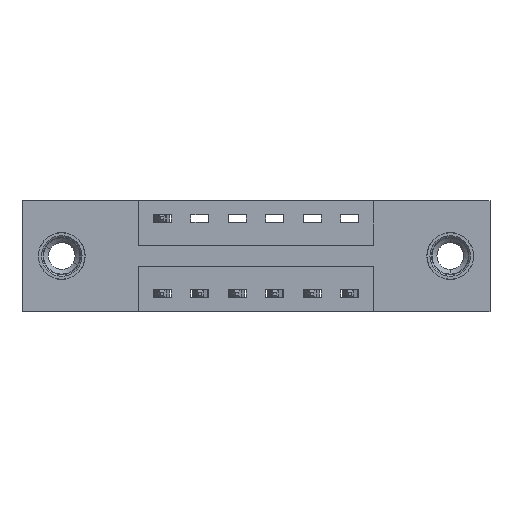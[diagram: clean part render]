
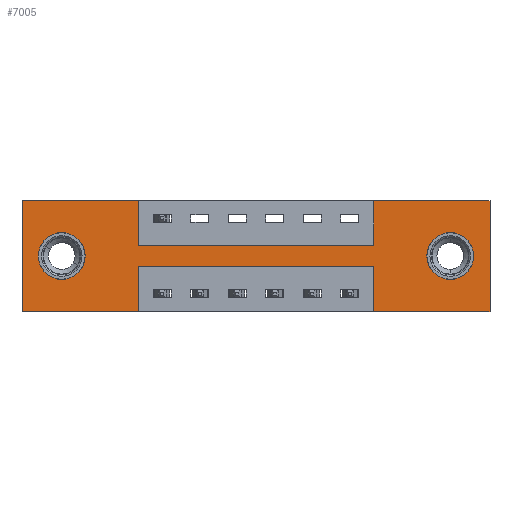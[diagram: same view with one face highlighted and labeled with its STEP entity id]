
A CAD part, front view. The second image highlights one B-rep face of the part: STEP entity #7005.
In plain terms, the highlighted planar face has unit normal (0, -1, 0).
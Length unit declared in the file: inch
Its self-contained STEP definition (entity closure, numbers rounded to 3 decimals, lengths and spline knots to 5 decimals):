
#168 = LINE ( 'NONE', #1899, #7511 ) ;
#200 = DIRECTION ( 'NONE',  ( 0., 1., 0. ) ) ;
#261 = CARTESIAN_POINT ( 'NONE',  ( 1.56, 0., 0. ) ) ;
#412 = VERTEX_POINT ( 'NONE', #3866 ) ;
#485 = EDGE_CURVE ( 'NONE', #8045, #7428, #168, .T. ) ;
#486 = ORIENTED_EDGE ( 'NONE', *, *, #9047, .F. ) ;
#494 = EDGE_CURVE ( 'NONE', #5167, #1041, #7744, .T. ) ;
#842 = LINE ( 'NONE', #8626, #6209 ) ;
#845 = AXIS2_PLACEMENT_3D ( 'NONE', #6530, #4787, #5068 ) ;
#885 = CARTESIAN_POINT ( 'NONE',  ( 0.3875, 0., -0.37 ) ) ;
#1041 = VERTEX_POINT ( 'NONE', #1926 ) ;
#1049 = ORIENTED_EDGE ( 'NONE', *, *, #2370, .F. ) ;
#1053 = ORIENTED_EDGE ( 'NONE', *, *, #3448, .F. ) ;
#1067 = CARTESIAN_POINT ( 'NONE',  ( 0., 0., -0.37 ) ) ;
#1115 = VERTEX_POINT ( 'NONE', #3522 ) ;
#1116 = CARTESIAN_POINT ( 'NONE',  ( 1.1725, 0., -0.22 ) ) ;
#1133 = EDGE_CURVE ( 'NONE', #4639, #8045, #6343, .T. ) ;
#1160 = CARTESIAN_POINT ( 'NONE',  ( 1.1725, 0., -0.37 ) ) ;
#1267 = EDGE_CURVE ( 'NONE', #7760, #412, #7153, .T. ) ;
#1281 = CARTESIAN_POINT ( 'NONE',  ( 1.1725, 0., -0.37 ) ) ;
#1396 = VECTOR ( 'NONE', #4840, 39.37008 ) ;
#1406 = VECTOR ( 'NONE', #5053, 39.37008 ) ;
#1412 = CARTESIAN_POINT ( 'NONE',  ( 1.56, 0., 0. ) ) ;
#1449 = CARTESIAN_POINT ( 'NONE',  ( 0.1325, 0., -0.185 ) ) ;
#1465 = ORIENTED_EDGE ( 'NONE', *, *, #2198, .F. ) ;
#1466 = CARTESIAN_POINT ( 'NONE',  ( 0.3875, 0., -0.37 ) ) ;
#1489 = PLANE ( 'NONE',  #5863 ) ;
#1492 = EDGE_CURVE ( 'NONE', #5240, #8007, #9269, .T. ) ;
#1651 = VECTOR ( 'NONE', #8873, 39.37008 ) ;
#1765 = CARTESIAN_POINT ( 'NONE',  ( 0.3875, 0., 0. ) ) ;
#1771 = CARTESIAN_POINT ( 'NONE',  ( 0.1325, 0., -0.107 ) ) ;
#1880 = LINE ( 'NONE', #2049, #1651 ) ;
#1899 = CARTESIAN_POINT ( 'NONE',  ( 0.3875, 0., -0.22 ) ) ;
#1926 = CARTESIAN_POINT ( 'NONE',  ( 0.1325, 0., -0.263 ) ) ;
#2016 = CARTESIAN_POINT ( 'NONE',  ( 0., 0., 0. ) ) ;
#2049 = CARTESIAN_POINT ( 'NONE',  ( 0., 0., 0. ) ) ;
#2107 = ORIENTED_EDGE ( 'NONE', *, *, #2443, .T. ) ;
#2140 = EDGE_CURVE ( 'NONE', #9501, #7897, #4846, .T. ) ;
#2175 = DIRECTION ( 'NONE',  ( 0., 0., 1. ) ) ;
#2195 = VECTOR ( 'NONE', #3647, 39.37008 ) ;
#2198 = EDGE_CURVE ( 'NONE', #2941, #3856, #842, .T. ) ;
#2211 = DIRECTION ( 'NONE',  ( 0., 0., -1. ) ) ;
#2213 = ORIENTED_EDGE ( 'NONE', *, *, #5368, .T. ) ;
#2347 = DIRECTION ( 'NONE',  ( 0., 0., -1. ) ) ;
#2370 = EDGE_CURVE ( 'NONE', #1115, #7760, #6793, .T. ) ;
#2394 = DIRECTION ( 'NONE',  ( -1., 0., 0. ) ) ;
#2443 = EDGE_CURVE ( 'NONE', #1041, #5167, #5337, .T. ) ;
#2450 = LINE ( 'NONE', #9226, #6531 ) ;
#2622 = ORIENTED_EDGE ( 'NONE', *, *, #4566, .F. ) ;
#2704 = LINE ( 'NONE', #885, #4717 ) ;
#2896 = CARTESIAN_POINT ( 'NONE',  ( 0.3875, 0., 0. ) ) ;
#2941 = VERTEX_POINT ( 'NONE', #2016 ) ;
#2968 = EDGE_CURVE ( 'NONE', #8622, #2941, #1880, .T. ) ;
#3048 = CARTESIAN_POINT ( 'NONE',  ( 1.1725, 0., -0.15 ) ) ;
#3448 = EDGE_CURVE ( 'NONE', #7897, #4639, #7451, .T. ) ;
#3477 = FACE_BOUND ( 'NONE', #6923, .T. ) ;
#3522 = CARTESIAN_POINT ( 'NONE',  ( 0.3875, 0., -0.15 ) ) ;
#3550 = EDGE_CURVE ( 'NONE', #3856, #1115, #8264, .T. ) ;
#3647 = DIRECTION ( 'NONE',  ( 0., 0., -1. ) ) ;
#3718 = FACE_BOUND ( 'NONE', #3842, .T. ) ;
#3776 = EDGE_CURVE ( 'NONE', #412, #9501, #2450, .T. ) ;
#3842 = EDGE_LOOP ( 'NONE', ( #7945, #2213 ) ) ;
#3856 = VERTEX_POINT ( 'NONE', #1765 ) ;
#3866 = CARTESIAN_POINT ( 'NONE',  ( 1.1725, 0., 0. ) ) ;
#3916 = DIRECTION ( 'NONE',  ( 1., 0., 0. ) ) ;
#4152 = CARTESIAN_POINT ( 'NONE',  ( 0.3875, 0., -0.22 ) ) ;
#4249 = VERTEX_POINT ( 'NONE', #1466 ) ;
#4262 = VECTOR ( 'NONE', #8122, 39.37008 ) ;
#4294 = CARTESIAN_POINT ( 'NONE',  ( 0., 0., -0.37 ) ) ;
#4308 = CARTESIAN_POINT ( 'NONE',  ( 1.4275, 0., -0.185 ) ) ;
#4438 = DIRECTION ( 'NONE',  ( 0., 0., 1. ) ) ;
#4566 = EDGE_CURVE ( 'NONE', #4249, #8622, #9454, .T. ) ;
#4639 = VERTEX_POINT ( 'NONE', #1160 ) ;
#4655 = ORIENTED_EDGE ( 'NONE', *, *, #485, .F. ) ;
#4714 = CARTESIAN_POINT ( 'NONE',  ( 1.4275, 0., -0.185 ) ) ;
#4717 = VECTOR ( 'NONE', #2347, 39.37008 ) ;
#4787 = DIRECTION ( 'NONE',  ( 0., 1., 0. ) ) ;
#4840 = DIRECTION ( 'NONE',  ( -1., 0., 0. ) ) ;
#4846 = LINE ( 'NONE', #261, #5594 ) ;
#5053 = DIRECTION ( 'NONE',  ( -1., 0., 0. ) ) ;
#5068 = DIRECTION ( 'NONE',  ( 0., 0., 1. ) ) ;
#5072 = DIRECTION ( 'NONE',  ( 0., 0., -1. ) ) ;
#5077 = CARTESIAN_POINT ( 'NONE',  ( 0.3875, 0., -0.15 ) ) ;
#5167 = VERTEX_POINT ( 'NONE', #1771 ) ;
#5240 = VERTEX_POINT ( 'NONE', #7152 ) ;
#5321 = ORIENTED_EDGE ( 'NONE', *, *, #2968, .F. ) ;
#5337 = CIRCLE ( 'NONE', #8661, 0.078 ) ;
#5361 = VECTOR ( 'NONE', #4438, 39.37008 ) ;
#5368 = EDGE_CURVE ( 'NONE', #8007, #5240, #7886, .T. ) ;
#5507 = DIRECTION ( 'NONE',  ( 0., 0., -1. ) ) ;
#5559 = DIRECTION ( 'NONE',  ( 0., 0., -1. ) ) ;
#5594 = VECTOR ( 'NONE', #5559, 39.37008 ) ;
#5640 = EDGE_LOOP ( 'NONE', ( #486, #4655, #9682, #1053, #9558, #7719, #8718, #1049, #7040, #1465, #5321, #2622 ) ) ;
#5863 = AXIS2_PLACEMENT_3D ( 'NONE', #8265, #6813, #2211 ) ;
#6209 = VECTOR ( 'NONE', #6407, 39.37008 ) ;
#6343 = LINE ( 'NONE', #1281, #8078 ) ;
#6381 = CARTESIAN_POINT ( 'NONE',  ( 0., 0., -0.37 ) ) ;
#6391 = CARTESIAN_POINT ( 'NONE',  ( 1.4275, 0., -0.263 ) ) ;
#6407 = DIRECTION ( 'NONE',  ( 1., 0., 0. ) ) ;
#6530 = CARTESIAN_POINT ( 'NONE',  ( 0.1325, 0., -0.185 ) ) ;
#6531 = VECTOR ( 'NONE', #3916, 39.37008 ) ;
#6591 = DIRECTION ( 'NONE',  ( 0., 0., 1. ) ) ;
#6769 = DIRECTION ( 'NONE',  ( 0., 1., 0. ) ) ;
#6793 = LINE ( 'NONE', #5077, #4262 ) ;
#6813 = DIRECTION ( 'NONE',  ( 0., -1., 0. ) ) ;
#6923 = EDGE_LOOP ( 'NONE', ( #7160, #2107 ) ) ;
#7005 = ADVANCED_FACE ( 'NONE', ( #3718, #3477, #7509 ), #1489, .T. ) ;
#7040 = ORIENTED_EDGE ( 'NONE', *, *, #3550, .F. ) ;
#7152 = CARTESIAN_POINT ( 'NONE',  ( 1.4275, 0., -0.107 ) ) ;
#7153 = LINE ( 'NONE', #8211, #5361 ) ;
#7160 = ORIENTED_EDGE ( 'NONE', *, *, #494, .T. ) ;
#7428 = VERTEX_POINT ( 'NONE', #4152 ) ;
#7451 = LINE ( 'NONE', #4294, #1406 ) ;
#7509 = FACE_OUTER_BOUND ( 'NONE', #5640, .T. ) ;
#7511 = VECTOR ( 'NONE', #2394, 39.37008 ) ;
#7719 = ORIENTED_EDGE ( 'NONE', *, *, #3776, .F. ) ;
#7726 = CARTESIAN_POINT ( 'NONE',  ( 1.56, 0., -0.37 ) ) ;
#7744 = CIRCLE ( 'NONE', #845, 0.078 ) ;
#7760 = VERTEX_POINT ( 'NONE', #3048 ) ;
#7886 = CIRCLE ( 'NONE', #9509, 0.078 ) ;
#7897 = VERTEX_POINT ( 'NONE', #7726 ) ;
#7945 = ORIENTED_EDGE ( 'NONE', *, *, #1492, .T. ) ;
#8007 = VERTEX_POINT ( 'NONE', #6391 ) ;
#8045 = VERTEX_POINT ( 'NONE', #1116 ) ;
#8078 = VECTOR ( 'NONE', #6591, 39.37008 ) ;
#8122 = DIRECTION ( 'NONE',  ( 1., 0., 0. ) ) ;
#8211 = CARTESIAN_POINT ( 'NONE',  ( 1.1725, 0., 0. ) ) ;
#8264 = LINE ( 'NONE', #2896, #2195 ) ;
#8265 = CARTESIAN_POINT ( 'NONE',  ( 0., 0., -0.37 ) ) ;
#8622 = VERTEX_POINT ( 'NONE', #6381 ) ;
#8626 = CARTESIAN_POINT ( 'NONE',  ( 0., 0., 0. ) ) ;
#8661 = AXIS2_PLACEMENT_3D ( 'NONE', #1449, #6769, #2175 ) ;
#8718 = ORIENTED_EDGE ( 'NONE', *, *, #1267, .F. ) ;
#8873 = DIRECTION ( 'NONE',  ( 0., 0., 1. ) ) ;
#9047 = EDGE_CURVE ( 'NONE', #7428, #4249, #2704, .T. ) ;
#9226 = CARTESIAN_POINT ( 'NONE',  ( 0., 0., 0. ) ) ;
#9269 = CIRCLE ( 'NONE', #9418, 0.078 ) ;
#9418 = AXIS2_PLACEMENT_3D ( 'NONE', #4714, #200, #5507 ) ;
#9454 = LINE ( 'NONE', #1067, #1396 ) ;
#9501 = VERTEX_POINT ( 'NONE', #1412 ) ;
#9509 = AXIS2_PLACEMENT_3D ( 'NONE', #4308, #9622, #5072 ) ;
#9558 = ORIENTED_EDGE ( 'NONE', *, *, #2140, .F. ) ;
#9622 = DIRECTION ( 'NONE',  ( 0., 1., 0. ) ) ;
#9682 = ORIENTED_EDGE ( 'NONE', *, *, #1133, .F. ) ;
